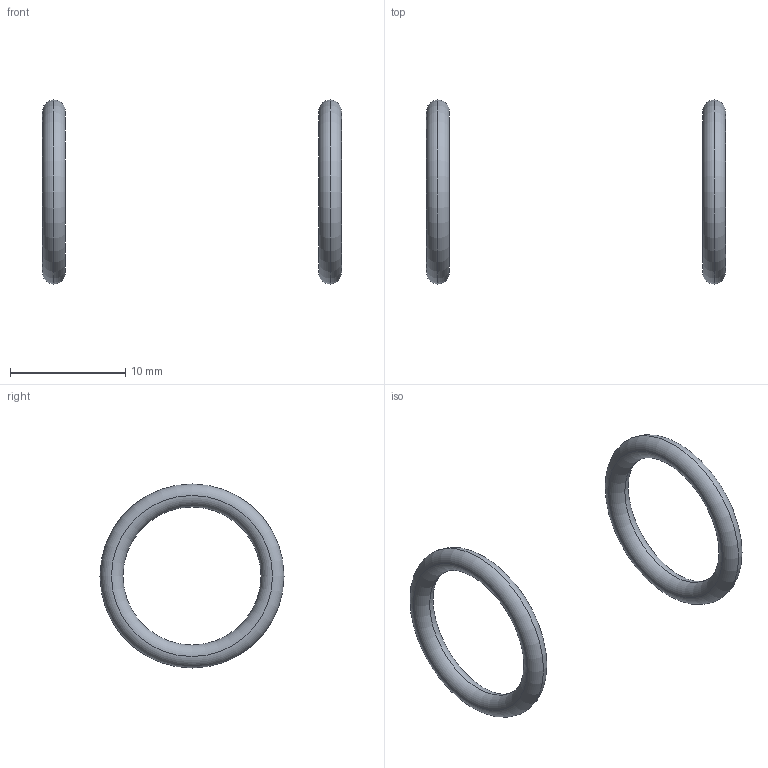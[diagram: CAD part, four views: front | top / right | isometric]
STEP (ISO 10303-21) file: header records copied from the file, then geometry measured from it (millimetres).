
FILE_DESCRIPTION(/* description */ (''),/* implementation_level */ '2;1');
FILE_NAME(/* name */ 'BASE_2H_300-2016-01-00-02.stp',/* time_stamp */ '2018-02-05T09:57:22+01:00',/* author */ ('PC'),/* organization */ (''),/* preprocessor_version */ 'ST-DEVELOPER v16.13',/* originating_system */ 'Autodesk Inventor 2018',/* authorisation */ '');
FILE_SCHEMA (('AUTOMOTIVE_DESIGN { 1 0 10303 214 3 1 1 }'));
Length unit declared in the file: millimetre
Products named in the file (1): Součást4
Bounding box: 26 x 16 x 16 mm (x, y, z)
Surface area: 552.7 mm2 (no closed solid volume)
Topology: 0 solids, 6 shells, 6 faces, 20 edges, 14 vertices
Faces by surface type: torus 6
Entity records: 148646 total; most frequent: CARTESIAN_POINT 47372, ORIENTED_EDGE 21244, DIRECTION 16482, EDGE_CURVE 10609, VERTEX_POINT 7234, LINE 5882, VECTOR 5882, EDGE_LOOP 5496
